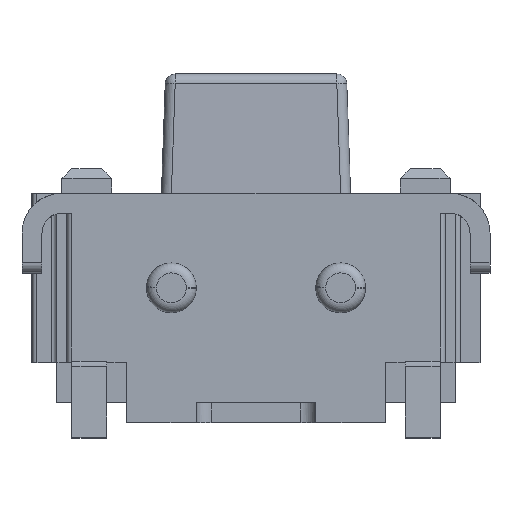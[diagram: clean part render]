
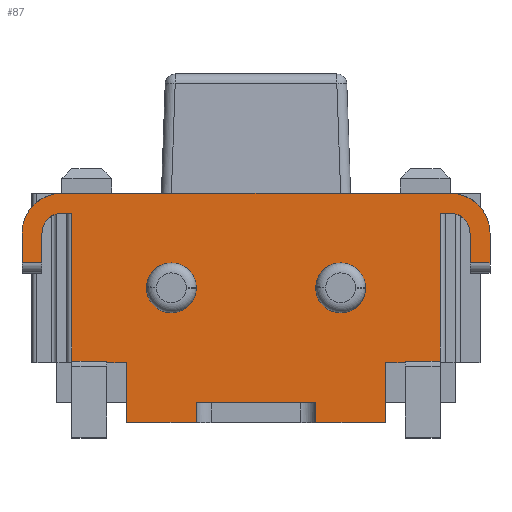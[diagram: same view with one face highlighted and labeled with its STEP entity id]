
A CAD part, top view. The second image highlights one B-rep face of the part: STEP entity #87.
In plain terms, the highlighted planar face has unit normal (0, 0, 1).
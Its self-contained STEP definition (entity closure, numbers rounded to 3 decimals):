
#87=ADVANCED_FACE('',(#743,#744,#745),#746,.T.);
#743=FACE_OUTER_BOUND('',#1962,.T.);
#744=FACE_BOUND('',#1963,.T.);
#745=FACE_BOUND('',#1964,.T.);
#746=PLANE('',#1965);
#1962=EDGE_LOOP('',(#3820,#3821,#3822,#3823,#3824,#3825,#3826,#3827,#3828,#3829,#3830,#3831,#3832,#3833,#3834,#3835,#3836,#3837,#3838,#3839,#3840,#3841,#3842,#3843,#3844,#3845,#3846,#3847));
#1963=EDGE_LOOP('',(#3848,#3849));
#1964=EDGE_LOOP('',(#3850,#3851));
#1965=AXIS2_PLACEMENT_3D('',#3852,#3853,#3854);
#3820=ORIENTED_EDGE('',*,*,#8761,.T.);
#3821=ORIENTED_EDGE('',*,*,#8762,.T.);
#3822=ORIENTED_EDGE('',*,*,#8665,.T.);
#3823=ORIENTED_EDGE('',*,*,#8734,.T.);
#3824=ORIENTED_EDGE('',*,*,#8763,.T.);
#3825=ORIENTED_EDGE('',*,*,#8764,.T.);
#3826=ORIENTED_EDGE('',*,*,#8765,.T.);
#3827=ORIENTED_EDGE('',*,*,#8766,.T.);
#3828=ORIENTED_EDGE('',*,*,#8767,.T.);
#3829=ORIENTED_EDGE('',*,*,#8768,.T.);
#3830=ORIENTED_EDGE('',*,*,#8769,.F.);
#3831=ORIENTED_EDGE('',*,*,#8770,.F.);
#3832=ORIENTED_EDGE('',*,*,#8771,.T.);
#3833=ORIENTED_EDGE('',*,*,#8772,.F.);
#3834=ORIENTED_EDGE('',*,*,#8773,.T.);
#3835=ORIENTED_EDGE('',*,*,#8774,.T.);
#3836=ORIENTED_EDGE('',*,*,#8775,.T.);
#3837=ORIENTED_EDGE('',*,*,#8776,.F.);
#3838=ORIENTED_EDGE('',*,*,#8777,.T.);
#3839=ORIENTED_EDGE('',*,*,#8778,.T.);
#3840=ORIENTED_EDGE('',*,*,#8779,.T.);
#3841=ORIENTED_EDGE('',*,*,#8780,.T.);
#3842=ORIENTED_EDGE('',*,*,#8781,.F.);
#3843=ORIENTED_EDGE('',*,*,#8782,.T.);
#3844=ORIENTED_EDGE('',*,*,#8783,.T.);
#3845=ORIENTED_EDGE('',*,*,#8784,.T.);
#3846=ORIENTED_EDGE('',*,*,#8752,.T.);
#3847=ORIENTED_EDGE('',*,*,#8756,.T.);
#3848=ORIENTED_EDGE('',*,*,#8785,.F.);
#3849=ORIENTED_EDGE('',*,*,#8786,.F.);
#3850=ORIENTED_EDGE('',*,*,#8787,.F.);
#3851=ORIENTED_EDGE('',*,*,#8788,.F.);
#3852=CARTESIAN_POINT('',(0.0,0.0,0.95));
#3853=DIRECTION('',(0.0,0.0,1.0));
#3854=DIRECTION('',(1.0,-0.0,0.0));
#8665=EDGE_CURVE('',#10790,#10788,#10791,.T.);
#8734=EDGE_CURVE('',#10788,#10903,#10906,.T.);
#8752=EDGE_CURVE('',#10937,#10938,#10939,.T.);
#8756=EDGE_CURVE('',#10938,#10944,#10945,.T.);
#8761=EDGE_CURVE('',#10944,#10950,#10952,.T.);
#8762=EDGE_CURVE('',#10950,#10790,#10953,.T.);
#8763=EDGE_CURVE('',#10903,#10954,#10955,.T.);
#8764=EDGE_CURVE('',#10954,#10956,#10957,.T.);
#8765=EDGE_CURVE('',#10956,#10958,#10959,.T.);
#8766=EDGE_CURVE('',#10958,#10960,#10961,.T.);
#8767=EDGE_CURVE('',#10960,#10962,#10963,.T.);
#8768=EDGE_CURVE('',#10962,#10964,#10965,.T.);
#8769=EDGE_CURVE('',#10966,#10964,#10967,.T.);
#8770=EDGE_CURVE('',#10968,#10966,#10969,.T.);
#8771=EDGE_CURVE('',#10968,#10970,#10971,.T.);
#8772=EDGE_CURVE('',#10972,#10970,#10973,.T.);
#8773=EDGE_CURVE('',#10972,#10974,#10975,.T.);
#8774=EDGE_CURVE('',#10974,#10976,#10977,.T.);
#8775=EDGE_CURVE('',#10976,#10978,#10979,.T.);
#8776=EDGE_CURVE('',#10980,#10978,#10981,.T.);
#8777=EDGE_CURVE('',#10980,#10982,#10983,.T.);
#8778=EDGE_CURVE('',#10982,#10984,#10985,.T.);
#8779=EDGE_CURVE('',#10984,#10986,#10987,.T.);
#8780=EDGE_CURVE('',#10986,#10988,#10989,.T.);
#8781=EDGE_CURVE('',#10990,#10988,#10991,.T.);
#8782=EDGE_CURVE('',#10990,#10992,#10993,.T.);
#8783=EDGE_CURVE('',#10992,#10994,#10995,.T.);
#8784=EDGE_CURVE('',#10994,#10937,#10996,.T.);
#8785=EDGE_CURVE('',#10997,#10998,#10999,.T.);
#8786=EDGE_CURVE('',#10998,#10997,#11000,.T.);
#8787=EDGE_CURVE('',#11001,#11002,#11003,.T.);
#8788=EDGE_CURVE('',#11002,#11001,#11004,.T.);
#10788=VERTEX_POINT('',#13989);
#10790=VERTEX_POINT('',#13992);
#10791=LINE('',#13993,#13994);
#10903=VERTEX_POINT('',#14175);
#10906=CIRCLE('',#14179,0.4);
#10937=VERTEX_POINT('',#14227);
#10938=VERTEX_POINT('',#14228);
#10939=LINE('',#14229,#14230);
#10944=VERTEX_POINT('',#14237);
#10945=LINE('',#14238,#14239);
#10950=VERTEX_POINT('',#14246);
#10952=LINE('',#14249,#14250);
#10953=CIRCLE('',#14251,0.4);
#10954=VERTEX_POINT('',#14252);
#10955=LINE('',#14253,#14254);
#10956=VERTEX_POINT('',#14255);
#10957=LINE('',#14256,#14257);
#10958=VERTEX_POINT('',#14258);
#10959=LINE('',#14259,#14260);
#10960=VERTEX_POINT('',#14261);
#10961=CIRCLE('',#14262,0.2);
#10962=VERTEX_POINT('',#14263);
#10963=LINE('',#14264,#14265);
#10964=VERTEX_POINT('',#14266);
#10965=LINE('',#14267,#14268);
#10966=VERTEX_POINT('',#14269);
#10967=LINE('',#14270,#14271);
#10968=VERTEX_POINT('',#14272);
#10969=LINE('',#14273,#14274);
#10970=VERTEX_POINT('',#14275);
#10971=LINE('',#14276,#14277);
#10972=VERTEX_POINT('',#14278);
#10973=LINE('',#14279,#14280);
#10974=VERTEX_POINT('',#14281);
#10975=LINE('',#14282,#14283);
#10976=VERTEX_POINT('',#14284);
#10977=LINE('',#14285,#14286);
#10978=VERTEX_POINT('',#14287);
#10979=LINE('',#14288,#14289);
#10980=VERTEX_POINT('',#14290);
#10981=LINE('',#14291,#14292);
#10982=VERTEX_POINT('',#14293);
#10983=LINE('',#14294,#14295);
#10984=VERTEX_POINT('',#14296);
#10985=LINE('',#14297,#14298);
#10986=VERTEX_POINT('',#14299);
#10987=LINE('',#14300,#14301);
#10988=VERTEX_POINT('',#14302);
#10989=LINE('',#14303,#14304);
#10990=VERTEX_POINT('',#14305);
#10991=LINE('',#14306,#14307);
#10992=VERTEX_POINT('',#14308);
#10993=LINE('',#14309,#14310);
#10994=VERTEX_POINT('',#14311);
#10995=LINE('',#14312,#14313);
#10996=CIRCLE('',#14314,0.2);
#10997=VERTEX_POINT('',#14315);
#10998=VERTEX_POINT('',#14316);
#10999=CIRCLE('',#14317,0.25);
#11000=CIRCLE('',#14318,0.25);
#11001=VERTEX_POINT('',#14319);
#11002=VERTEX_POINT('',#14320);
#11003=CIRCLE('',#14321,0.25);
#11004=CIRCLE('',#14322,0.25);
#13989=CARTESIAN_POINT('',(-1.95,2.3,0.95));
#13992=CARTESIAN_POINT('',(1.95,2.3,0.95));
#13993=CARTESIAN_POINT('',(1.95,2.3,0.95));
#13994=VECTOR('',#17563,3.9);
#14175=CARTESIAN_POINT('',(-2.35,1.9,0.95));
#14179=AXIS2_PLACEMENT_3D('',#17664,#17665,#17666);
#14227=CARTESIAN_POINT('',(2.15,1.9,0.95));
#14228=CARTESIAN_POINT('',(2.15,1.6,0.95));
#14229=CARTESIAN_POINT('',(2.15,1.9,0.95));
#14230=VECTOR('',#17695,0.3);
#14237=CARTESIAN_POINT('',(2.35,1.6,0.95));
#14238=CARTESIAN_POINT('',(2.15,1.6,0.95));
#14239=VECTOR('',#17701,0.2);
#14246=CARTESIAN_POINT('',(2.35,1.9,0.95));
#14249=CARTESIAN_POINT('',(2.35,1.6,0.95));
#14250=VECTOR('',#17708,0.3);
#14251=AXIS2_PLACEMENT_3D('',#17709,#17710,#17711);
#14252=CARTESIAN_POINT('',(-2.35,1.6,0.95));
#14253=CARTESIAN_POINT('',(-2.35,1.9,0.95));
#14254=VECTOR('',#17712,0.3);
#14255=CARTESIAN_POINT('',(-2.15,1.6,0.95));
#14256=CARTESIAN_POINT('',(-2.35,1.6,0.95));
#14257=VECTOR('',#17713,0.2);
#14258=CARTESIAN_POINT('',(-2.15,1.9,0.95));
#14259=CARTESIAN_POINT('',(-2.15,1.6,0.95));
#14260=VECTOR('',#17714,0.3);
#14261=CARTESIAN_POINT('',(-1.95,2.1,0.95));
#14262=AXIS2_PLACEMENT_3D('',#17715,#17716,#17717);
#14263=CARTESIAN_POINT('',(-1.85,2.1,0.95));
#14264=CARTESIAN_POINT('',(-1.95,2.1,0.95));
#14265=VECTOR('',#17718,0.1);
#14266=CARTESIAN_POINT('',(-1.85,0.615,0.95));
#14267=CARTESIAN_POINT('',(-1.85,2.1,0.95));
#14268=VECTOR('',#17719,1.485);
#14269=CARTESIAN_POINT('',(-1.5,0.615,0.95));
#14270=CARTESIAN_POINT('',(-1.5,0.615,0.95));
#14271=VECTOR('',#17720,0.35);
#14272=CARTESIAN_POINT('',(-1.5,0.6,0.95));
#14273=CARTESIAN_POINT('',(-1.5,0.6,0.95));
#14274=VECTOR('',#17721,0.015);
#14275=CARTESIAN_POINT('',(-1.3,0.6,0.95));
#14276=CARTESIAN_POINT('',(-1.5,0.6,0.95));
#14277=VECTOR('',#17722,0.2);
#14278=CARTESIAN_POINT('',(-1.3,0.0,0.95));
#14279=CARTESIAN_POINT('',(-1.3,0.0,0.95));
#14280=VECTOR('',#17723,0.6);
#14281=CARTESIAN_POINT('',(-0.6,0.0,0.95));
#14282=CARTESIAN_POINT('',(-1.3,0.0,0.95));
#14283=VECTOR('',#17724,0.7);
#14284=CARTESIAN_POINT('',(-0.6,0.2,0.95));
#14285=CARTESIAN_POINT('',(-0.6,0.0,0.95));
#14286=VECTOR('',#17725,0.2);
#14287=CARTESIAN_POINT('',(0.6,0.2,0.95));
#14288=CARTESIAN_POINT('',(-0.6,0.2,0.95));
#14289=VECTOR('',#17726,1.2);
#14290=CARTESIAN_POINT('',(0.6,0.0,0.95));
#14291=CARTESIAN_POINT('',(0.6,0.0,0.95));
#14292=VECTOR('',#17727,0.2);
#14293=CARTESIAN_POINT('',(1.3,0.0,0.95));
#14294=CARTESIAN_POINT('',(0.6,0.0,0.95));
#14295=VECTOR('',#17728,0.7);
#14296=CARTESIAN_POINT('',(1.3,0.6,0.95));
#14297=CARTESIAN_POINT('',(1.3,0.0,0.95));
#14298=VECTOR('',#17729,0.6);
#14299=CARTESIAN_POINT('',(1.5,0.6,0.95));
#14300=CARTESIAN_POINT('',(1.3,0.6,0.95));
#14301=VECTOR('',#17730,0.2);
#14302=CARTESIAN_POINT('',(1.5,0.615,0.95));
#14303=CARTESIAN_POINT('',(1.5,0.6,0.95));
#14304=VECTOR('',#17731,0.015);
#14305=CARTESIAN_POINT('',(1.85,0.615,0.95));
#14306=CARTESIAN_POINT('',(1.85,0.615,0.95));
#14307=VECTOR('',#17732,0.35);
#14308=CARTESIAN_POINT('',(1.85,2.1,0.95));
#14309=CARTESIAN_POINT('',(1.85,0.615,0.95));
#14310=VECTOR('',#17733,1.485);
#14311=CARTESIAN_POINT('',(1.95,2.1,0.95));
#14312=CARTESIAN_POINT('',(1.85,2.1,0.95));
#14313=VECTOR('',#17734,0.1);
#14314=AXIS2_PLACEMENT_3D('',#17735,#17736,#17737);
#14315=CARTESIAN_POINT('',(0.6,1.35,0.95));
#14316=CARTESIAN_POINT('',(1.1,1.35,0.95));
#14317=AXIS2_PLACEMENT_3D('',#17738,#17739,#17740);
#14318=AXIS2_PLACEMENT_3D('',#17741,#17742,#17743);
#14319=CARTESIAN_POINT('',(-1.1,1.35,0.95));
#14320=CARTESIAN_POINT('',(-0.6,1.35,0.95));
#14321=AXIS2_PLACEMENT_3D('',#17744,#17745,#17746);
#14322=AXIS2_PLACEMENT_3D('',#17747,#17748,#17749);
#17563=DIRECTION('',(-1.0,0.0,0.0));
#17664=CARTESIAN_POINT('',(-1.95,1.9,0.95));
#17665=DIRECTION('',(0.0,-0.0,1.0));
#17666=DIRECTION('',(0.0,1.0,0.0));
#17695=DIRECTION('',(0.0,-1.0,0.0));
#17701=DIRECTION('',(1.0,0.0,0.0));
#17708=DIRECTION('',(0.0,1.0,0.0));
#17709=CARTESIAN_POINT('',(1.95,1.9,0.95));
#17710=DIRECTION('',(0.0,0.0,1.0));
#17711=DIRECTION('',(1.0,0.0,0.0));
#17712=DIRECTION('',(0.0,-1.0,0.0));
#17713=DIRECTION('',(1.0,0.0,0.0));
#17714=DIRECTION('',(0.0,1.0,0.0));
#17715=CARTESIAN_POINT('',(-1.95,1.9,0.95));
#17716=DIRECTION('',(0.0,0.0,-1.0));
#17717=DIRECTION('',(-1.0,0.0,0.0));
#17718=DIRECTION('',(1.0,0.0,0.0));
#17719=DIRECTION('',(0.0,-1.0,0.0));
#17720=DIRECTION('',(-1.0,0.0,0.0));
#17721=DIRECTION('',(0.0,1.0,0.0));
#17722=DIRECTION('',(1.0,0.0,0.0));
#17723=DIRECTION('',(0.0,1.0,0.0));
#17724=DIRECTION('',(1.0,0.0,0.0));
#17725=DIRECTION('',(0.0,1.0,0.0));
#17726=DIRECTION('',(1.0,0.0,0.0));
#17727=DIRECTION('',(0.0,1.0,0.0));
#17728=DIRECTION('',(1.0,0.0,0.0));
#17729=DIRECTION('',(0.0,1.0,0.0));
#17730=DIRECTION('',(1.0,0.0,0.0));
#17731=DIRECTION('',(0.0,1.0,0.0));
#17732=DIRECTION('',(-1.0,0.0,0.0));
#17733=DIRECTION('',(0.0,1.0,0.0));
#17734=DIRECTION('',(1.0,0.0,0.0));
#17735=CARTESIAN_POINT('',(1.95,1.9,0.95));
#17736=DIRECTION('',(0.0,0.0,-1.0));
#17737=DIRECTION('',(0.0,1.0,0.0));
#17738=CARTESIAN_POINT('',(0.85,1.35,0.95));
#17739=DIRECTION('',(0.0,0.0,1.0));
#17740=DIRECTION('',(-1.0,0.0,0.0));
#17741=CARTESIAN_POINT('',(0.85,1.35,0.95));
#17742=DIRECTION('',(0.0,0.0,1.0));
#17743=DIRECTION('',(1.0,0.0,0.0));
#17744=CARTESIAN_POINT('',(-0.85,1.35,0.95));
#17745=DIRECTION('',(0.0,0.0,1.0));
#17746=DIRECTION('',(-1.0,0.0,0.0));
#17747=CARTESIAN_POINT('',(-0.85,1.35,0.95));
#17748=DIRECTION('',(0.0,0.0,1.0));
#17749=DIRECTION('',(1.0,0.0,0.0));
